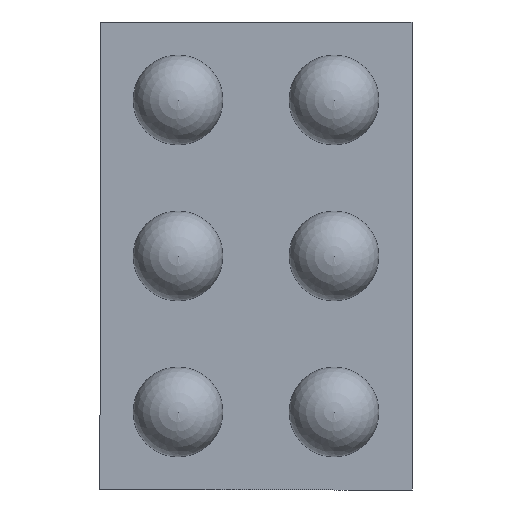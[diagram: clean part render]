
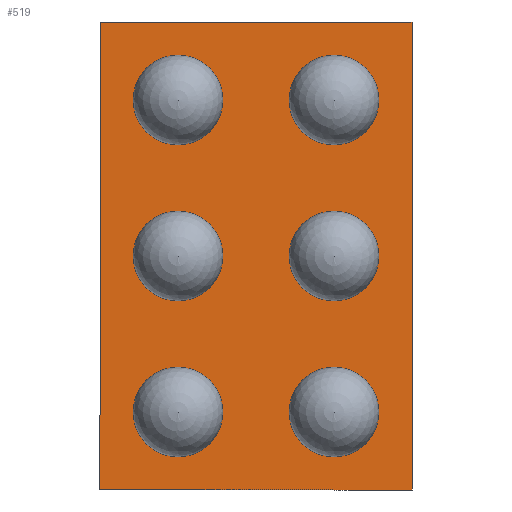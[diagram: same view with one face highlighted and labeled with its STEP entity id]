
A CAD part, front view. The second image highlights one B-rep face of the part: STEP entity #519.
In plain terms, the highlighted planar face has unit normal (0, -1, 0).
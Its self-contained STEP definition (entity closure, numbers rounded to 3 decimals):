
#23 = ORIENTED_EDGE ( 'NONE', *, *, #114, .F. ) ;
#24 = CARTESIAN_POINT ( 'NONE',  ( 0.4, 0.17, -0.6 ) ) ;
#31 = ORIENTED_EDGE ( 'NONE', *, *, #449, .F. ) ;
#62 = CARTESIAN_POINT ( 'NONE',  ( 0., 0.17, 0. ) ) ;
#73 = ORIENTED_EDGE ( 'NONE', *, *, #513, .F. ) ;
#114 = EDGE_CURVE ( 'NONE', #526, #211, #635, .T. ) ;
#168 = DIRECTION ( 'NONE',  ( 1., 0., 0. ) ) ;
#211 = VERTEX_POINT ( 'NONE', #24 ) ;
#226 = DIRECTION ( 'NONE',  ( 0., 0., 1. ) ) ;
#227 = VECTOR ( 'NONE', #168, 1000. ) ;
#237 = PLANE ( 'NONE',  #384 ) ;
#259 = LINE ( 'NONE', #332, #497 ) ;
#272 = CARTESIAN_POINT ( 'NONE',  ( -0.4, 0.17, -0.6 ) ) ;
#332 = CARTESIAN_POINT ( 'NONE',  ( -0.4, 0.17, -0.6 ) ) ;
#346 = LINE ( 'NONE', #691, #557 ) ;
#363 = LINE ( 'NONE', #422, #227 ) ;
#383 = DIRECTION ( 'NONE',  ( -1., 0., 0. ) ) ;
#384 = AXIS2_PLACEMENT_3D ( 'NONE', #62, #588, #483 ) ;
#398 = DIRECTION ( 'NONE',  ( 0., 0., -1. ) ) ;
#411 = FACE_OUTER_BOUND ( 'NONE', #602, .T. ) ;
#422 = CARTESIAN_POINT ( 'NONE',  ( -0.4, 0.17, 0.6 ) ) ;
#448 = ORIENTED_EDGE ( 'NONE', *, *, #569, .F. ) ;
#449 = EDGE_CURVE ( 'NONE', #471, #695, #346, .T. ) ;
#471 = VERTEX_POINT ( 'NONE', #272 ) ;
#483 = DIRECTION ( 'NONE',  ( 0., 0., -1. ) ) ;
#497 = VECTOR ( 'NONE', #383, 1000. ) ;
#513 = EDGE_CURVE ( 'NONE', #695, #526, #363, .T. ) ;
#519 = ADVANCED_FACE ( 'NONE', ( #411 ), #237, .T. ) ;
#526 = VERTEX_POINT ( 'NONE', #638 ) ;
#557 = VECTOR ( 'NONE', #226, 1000. ) ;
#563 = CARTESIAN_POINT ( 'NONE',  ( 0.4, 0.17, 0.6 ) ) ;
#569 = EDGE_CURVE ( 'NONE', #211, #471, #259, .T. ) ;
#588 = DIRECTION ( 'NONE',  ( 0., -1., 0. ) ) ;
#602 = EDGE_LOOP ( 'NONE', ( #23, #73, #31, #448 ) ) ;
#604 = CARTESIAN_POINT ( 'NONE',  ( -0.4, 0.17, 0.6 ) ) ;
#635 = LINE ( 'NONE', #563, #642 ) ;
#638 = CARTESIAN_POINT ( 'NONE',  ( 0.4, 0.17, 0.6 ) ) ;
#642 = VECTOR ( 'NONE', #398, 1000. ) ;
#691 = CARTESIAN_POINT ( 'NONE',  ( -0.4, 0.17, 0.6 ) ) ;
#695 = VERTEX_POINT ( 'NONE', #604 ) ;
